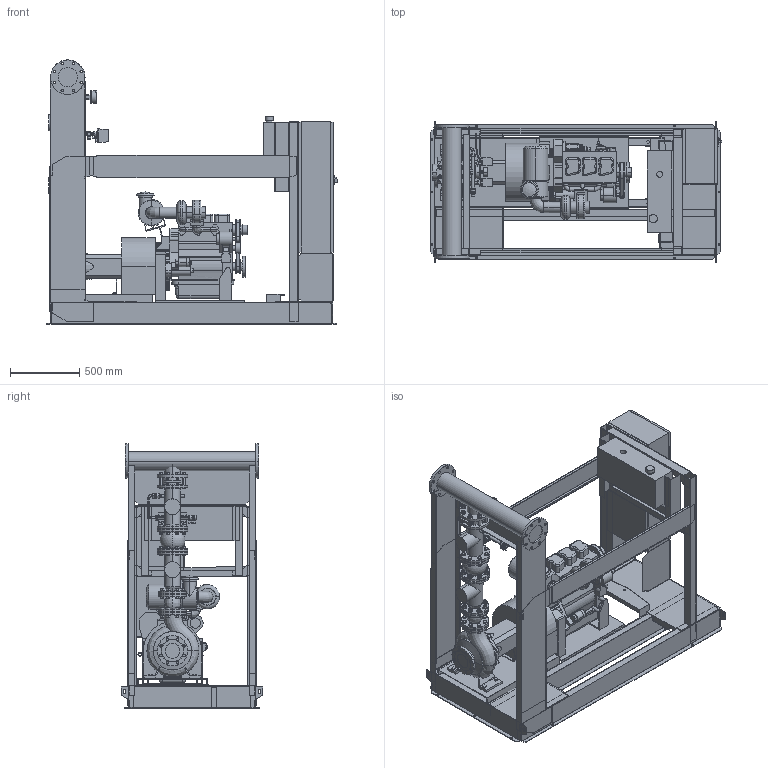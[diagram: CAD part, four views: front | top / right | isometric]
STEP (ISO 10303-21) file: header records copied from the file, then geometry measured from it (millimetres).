
FILE_DESCRIPTION((''),'2;1');
FILE_NAME('3d_Sifire-EN-80_250-235-66D-4183830.stp','2015-05-26T10:31:31',(''),(''),'Mechanical Desktop 2009','Mechanical Desktop 2009',', , ');
FILE_SCHEMA(('CONFIG_CONTROL_DESIGN'));
Length unit declared in the file: millimetre
Products named in the file (1): Product
Bounding box: 2105.5 x 1026 x 1910 mm (x, y, z)
Volume: 341189379.2 mm3; surface area: 27679398.2 mm2
Topology: 179 solids, 180 shells, 4508 faces, 10970 edges, 6913 vertices
Faces by surface type: plane 1716, bspline 1214, cylinder 930, cone 544, torus 97, sphere 7
Full cylindrical faces by diameter (mm): 277 x1
Entity records: 143114 total; most frequent: CARTESIAN_POINT 43063, ORIENTED_EDGE 21916, DIRECTION 19337, EDGE_CURVE 10958, VERTEX_POINT 6911, AXIS2_PLACEMENT_3D 6767, VECTOR 5803, LINE 5803
